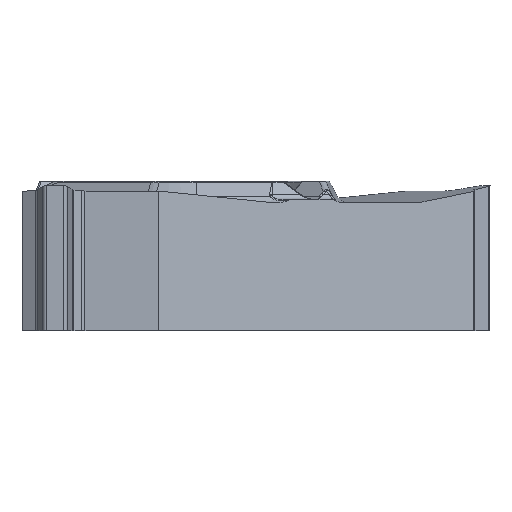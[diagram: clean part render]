
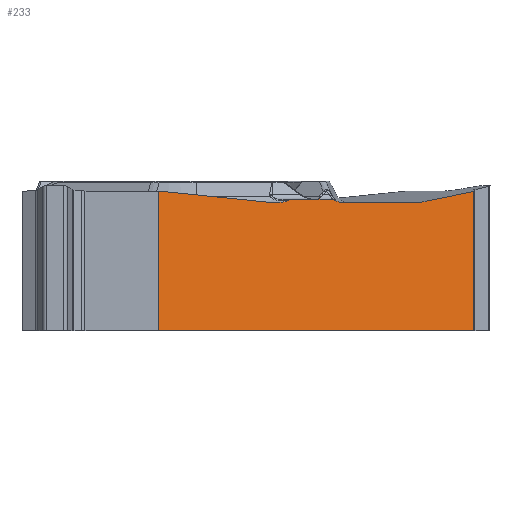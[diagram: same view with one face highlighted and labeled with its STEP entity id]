
A CAD part, front view. The second image highlights one B-rep face of the part: STEP entity #233.
In plain terms, the highlighted planar face has unit normal (0.5, -0.866, 0).
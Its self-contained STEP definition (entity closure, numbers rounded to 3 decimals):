
#233=ADVANCED_FACE('',(#499),#452,.F.);
#452=PLANE('',#3617);
#499=FACE_OUTER_BOUND('',#712,.T.);
#712=EDGE_LOOP('',(#1166,#1167,#1168,#1169,#1170,#1171,#1172,#1173,#1174,
#1175,#1176,#1177,#1178,#1179));
#943=ELLIPSE('',#3613,0.377,0.32);
#944=ELLIPSE('',#3614,0.177,0.15);
#945=ELLIPSE('',#3615,0.3,0.15);
#946=ELLIPSE('',#3616,0.64,0.32);
#1006=CIRCLE('',#3612,0.32);
#1166=ORIENTED_EDGE('',*,*,#2534,.T.);
#1167=ORIENTED_EDGE('',*,*,#2535,.T.);
#1168=ORIENTED_EDGE('',*,*,#2536,.F.);
#1169=ORIENTED_EDGE('',*,*,#2537,.T.);
#1170=ORIENTED_EDGE('',*,*,#2538,.T.);
#1171=ORIENTED_EDGE('',*,*,#2539,.T.);
#1172=ORIENTED_EDGE('',*,*,#2540,.F.);
#1173=ORIENTED_EDGE('',*,*,#2541,.F.);
#1174=ORIENTED_EDGE('',*,*,#2542,.F.);
#1175=ORIENTED_EDGE('',*,*,#2543,.F.);
#1176=ORIENTED_EDGE('',*,*,#2544,.T.);
#1177=ORIENTED_EDGE('',*,*,#2545,.T.);
#1178=ORIENTED_EDGE('',*,*,#2546,.F.);
#1179=ORIENTED_EDGE('',*,*,#2547,.T.);
#2220=VERTEX_POINT('',#5185);
#2221=VERTEX_POINT('',#5186);
#2222=VERTEX_POINT('',#5188);
#2223=VERTEX_POINT('',#5190);
#2224=VERTEX_POINT('',#5192);
#2225=VERTEX_POINT('',#5194);
#2226=VERTEX_POINT('',#5196);
#2227=VERTEX_POINT('',#5198);
#2228=VERTEX_POINT('',#5200);
#2229=VERTEX_POINT('',#5202);
#2230=VERTEX_POINT('',#5210);
#2231=VERTEX_POINT('',#5212);
#2232=VERTEX_POINT('',#5214);
#2233=VERTEX_POINT('',#5216);
#2534=EDGE_CURVE('',#2220,#2221,#3049,.T.);
#2535=EDGE_CURVE('',#2221,#2222,#3050,.T.);
#2536=EDGE_CURVE('',#2223,#2222,#3051,.T.);
#2537=EDGE_CURVE('',#2223,#2224,#1006,.T.);
#2538=EDGE_CURVE('',#2224,#2225,#3052,.T.);
#2539=EDGE_CURVE('',#2225,#2226,#943,.T.);
#2540=EDGE_CURVE('',#2227,#2226,#944,.T.);
#2541=EDGE_CURVE('',#2228,#2227,#3053,.T.);
#2542=EDGE_CURVE('',#2229,#2228,#945,.T.);
#2543=EDGE_CURVE('',#2230,#2229,#3451,.T.);
#2544=EDGE_CURVE('',#2230,#2231,#3054,.T.);
#2545=EDGE_CURVE('',#2231,#2232,#946,.T.);
#2546=EDGE_CURVE('',#2233,#2232,#3055,.T.);
#2547=EDGE_CURVE('',#2233,#2220,#3056,.T.);
#3049=LINE('',#5184,#3250);
#3050=LINE('',#5187,#3251);
#3051=LINE('',#5189,#3252);
#3052=LINE('',#5193,#3253);
#3053=LINE('',#5199,#3254);
#3054=LINE('',#5211,#3255);
#3055=LINE('',#5215,#3256);
#3056=LINE('',#5217,#3257);
#3250=VECTOR('',#3981,1.);
#3251=VECTOR('',#3982,1.);
#3252=VECTOR('',#3983,1.);
#3253=VECTOR('',#3986,1.);
#3254=VECTOR('',#3991,1.);
#3255=VECTOR('',#3994,1.);
#3256=VECTOR('',#3997,1.);
#3257=VECTOR('',#3998,1.);
#3451=B_SPLINE_CURVE_WITH_KNOTS('',3,(#5203,#5204,#5205,#5206,#5207,#5208,
#5209),.UNSPECIFIED.,.F.,.F.,(4,3,4),(0.,0.497,1.),
 .UNSPECIFIED.);
#3612=AXIS2_PLACEMENT_3D('',#5191,#3984,#3985);
#3613=AXIS2_PLACEMENT_3D('',#5195,#3987,#3988);
#3614=AXIS2_PLACEMENT_3D('',#5197,#3989,#3990);
#3615=AXIS2_PLACEMENT_3D('',#5201,#3992,#3993);
#3616=AXIS2_PLACEMENT_3D('',#5213,#3995,#3996);
#3617=AXIS2_PLACEMENT_3D('',#5218,#3999,#4000);
#3981=DIRECTION('',(0.866,0.5,0.));
#3982=DIRECTION('',(0.,0.,1.));
#3983=DIRECTION('',(0.853,0.492,0.174));
#3984=DIRECTION('',(-0.5,0.866,0.));
#3985=DIRECTION('',(-0.866,-0.5,0.));
#3986=DIRECTION('',(-0.866,-0.5,0.));
#3987=DIRECTION('',(-0.5,0.866,0.));
#3988=DIRECTION('',(-0.866,-0.5,0.));
#3989=DIRECTION('',(-0.5,0.866,0.));
#3990=DIRECTION('',(-0.866,-0.5,0.));
#3991=DIRECTION('',(0.866,0.5,0.));
#3992=DIRECTION('',(-0.5,0.866,0.));
#3993=DIRECTION('',(0.866,0.5,0.));
#3994=DIRECTION('',(-0.866,-0.5,0.));
#3995=DIRECTION('',(-0.5,0.866,0.));
#3996=DIRECTION('',(-0.866,-0.5,0.));
#3997=DIRECTION('',(0.863,0.498,-0.088));
#3998=DIRECTION('',(0.,0.,-1.));
#3999=DIRECTION('',(-0.5,0.866,0.));
#4000=DIRECTION('',(-0.866,-0.5,0.));
#5184=CARTESIAN_POINT('',(8.733,-0.457,-3.97));
#5185=CARTESIAN_POINT('',(-1.027,-6.092,-3.97));
#5186=CARTESIAN_POINT('',(7.596,-1.114,-3.97));
#5187=CARTESIAN_POINT('',(7.596,-1.114,0.));
#5188=CARTESIAN_POINT('',(7.596,-1.114,-0.155));
#5189=CARTESIAN_POINT('',(-3.599,-7.577,-2.434));
#5190=CARTESIAN_POINT('',(6.121,-1.965,-0.455));
#5191=CARTESIAN_POINT('',(6.073,-1.993,-0.14));
#5192=CARTESIAN_POINT('',(6.073,-1.993,-0.46));
#5193=CARTESIAN_POINT('',(-3.971,-7.792,-0.46));
#5194=CARTESIAN_POINT('',(4.005,-3.187,-0.46));
#5195=CARTESIAN_POINT('',(4.005,-3.187,-0.14));
#5196=CARTESIAN_POINT('',(3.813,-3.298,-0.399));
#5197=CARTESIAN_POINT('',(3.723,-3.35,-0.52));
#5198=CARTESIAN_POINT('',(3.723,-3.35,-0.37));
#5199=CARTESIAN_POINT('',(-3.971,-7.792,-0.37));
#5200=CARTESIAN_POINT('',(2.693,-3.945,-0.37));
#5201=CARTESIAN_POINT('',(2.693,-3.945,-0.52));
#5202=CARTESIAN_POINT('',(2.538,-4.034,-0.4));
#5203=CARTESIAN_POINT('',(2.222,-4.216,-0.46));
#5204=CARTESIAN_POINT('',(2.275,-4.186,-0.46));
#5205=CARTESIAN_POINT('',(2.329,-4.155,-0.455));
#5206=CARTESIAN_POINT('',(2.381,-4.124,-0.446));
#5207=CARTESIAN_POINT('',(2.435,-4.094,-0.436));
#5208=CARTESIAN_POINT('',(2.487,-4.063,-0.421));
#5209=CARTESIAN_POINT('',(2.538,-4.034,-0.4));
#5210=CARTESIAN_POINT('',(2.222,-4.216,-0.46));
#5211=CARTESIAN_POINT('',(8.733,-0.457,-0.46));
#5212=CARTESIAN_POINT('',(2.141,-4.263,-0.46));
#5213=CARTESIAN_POINT('',(2.141,-4.263,-0.14));
#5214=CARTESIAN_POINT('',(2.045,-4.319,-0.455));
#5215=CARTESIAN_POINT('',(8.647,-0.507,-1.127));
#5216=CARTESIAN_POINT('',(-1.027,-6.092,-0.142));
#5217=CARTESIAN_POINT('',(-1.027,-6.092,0.));
#5218=CARTESIAN_POINT('',(8.733,-0.457,0.));
